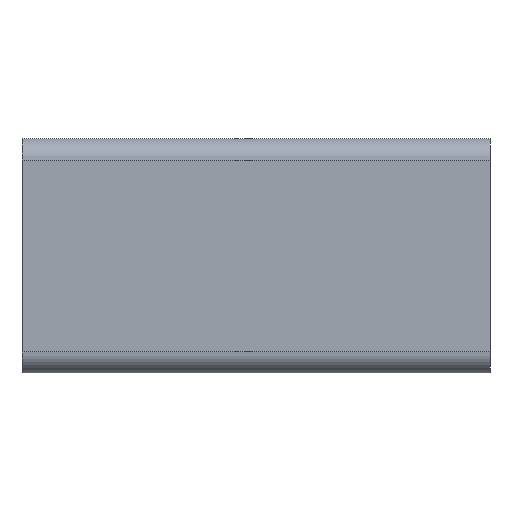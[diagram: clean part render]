
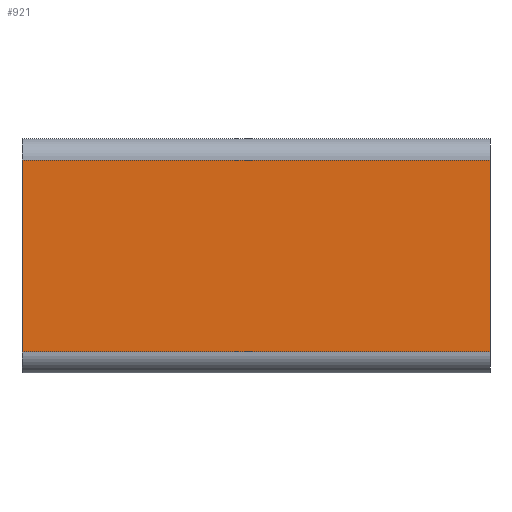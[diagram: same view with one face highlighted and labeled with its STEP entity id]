
A CAD part, left-side view. The second image highlights one B-rep face of the part: STEP entity #921.
In plain terms, the highlighted planar face has unit normal (-1, 0, 0).
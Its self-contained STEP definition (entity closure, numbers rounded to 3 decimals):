
#18=PLANE('',#1014);
#45=FACE_OUTER_BOUND('',#95,.T.);
#95=EDGE_LOOP('',(#665,#666,#667,#668));
#144=LINE('',#1379,#239);
#145=LINE('',#1382,#240);
#169=LINE('',#1474,#264);
#170=LINE('',#1475,#265);
#239=VECTOR('',#1092,10.);
#240=VECTOR('',#1095,10.);
#264=VECTOR('',#1165,10.);
#265=VECTOR('',#1166,10.);
#379=VERTEX_POINT('',#1372);
#382=VERTEX_POINT('',#1377);
#383=VERTEX_POINT('',#1381);
#428=VERTEX_POINT('',#1473);
#476=EDGE_CURVE('',#382,#379,#144,.T.);
#477=EDGE_CURVE('',#379,#383,#145,.T.);
#523=EDGE_CURVE('',#382,#428,#169,.T.);
#524=EDGE_CURVE('',#383,#428,#170,.T.);
#665=ORIENTED_EDGE('',*,*,#476,.F.);
#666=ORIENTED_EDGE('',*,*,#523,.T.);
#667=ORIENTED_EDGE('',*,*,#524,.F.);
#668=ORIENTED_EDGE('',*,*,#477,.F.);
#921=ADVANCED_FACE('',(#45),#18,.T.);
#1014=AXIS2_PLACEMENT_3D('',#1472,#1163,#1164);
#1092=DIRECTION('',(0.,1.,0.));
#1095=DIRECTION('',(0.,0.,1.));
#1163=DIRECTION('center_axis',(-1.,0.,0.));
#1164=DIRECTION('ref_axis',(0.,0.,1.));
#1165=DIRECTION('',(0.,0.,1.));
#1166=DIRECTION('',(0.,-1.,0.));
#1372=CARTESIAN_POINT('',(-25.,100.,-20.5));
#1377=CARTESIAN_POINT('',(-25.,0.,-20.5));
#1379=CARTESIAN_POINT('',(-25.,0.,-20.5));
#1381=CARTESIAN_POINT('',(-25.,100.,20.5));
#1382=CARTESIAN_POINT('',(-25.,100.,-25.));
#1472=CARTESIAN_POINT('Origin',(-25.,0.,-25.));
#1473=CARTESIAN_POINT('',(-25.,0.,20.5));
#1474=CARTESIAN_POINT('',(-25.,0.,-25.));
#1475=CARTESIAN_POINT('',(-25.,0.,20.5));
